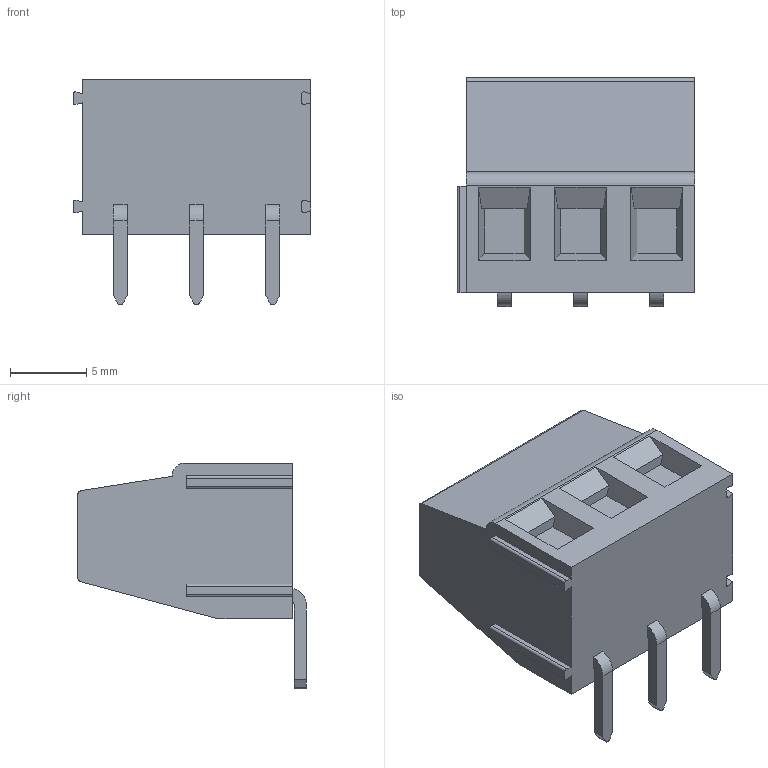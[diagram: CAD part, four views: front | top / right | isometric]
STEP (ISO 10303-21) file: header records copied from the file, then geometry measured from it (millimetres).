
FILE_DESCRIPTION( ('This file contains a STEP AP42 implementation' ,'as created by ZW3D STEP Interface translator.') ,'2;1' );
FILE_NAME( 'WJ128R-5.0-03P-00A.stp' ,'24 123.131843', (''), ('ZWCAD Software Co.'), 'Version 1.0', 'ZW3D to STEP translator', '' );
FILE_SCHEMA(('AUTOMOTIVE_DESIGN { 1 0 10303 214 1 1 1 1 }'));
Length unit declared in the file: millimetre
Products named in the file (2): 0; WJ128R-5.0-03P-00A
Bounding box: 15.6 x 15 x 14.8 mm (x, y, z)
Volume: 1750.4 mm3; surface area: 1291.4 mm2
Topology: 1 solids, 13 shells, 228 faces, 556 edges, 365 vertices
Faces by surface type: plane 139, cylinder 68, cone 13, torus 8
Entity records: 7017 total; most frequent: CARTESIAN_POINT 1274, DIRECTION 1158, ORIENTED_EDGE 1112, EDGE_CURVE 556, AXIS2_PLACEMENT_3D 388, VECTOR 382, LINE 382, VERTEX_POINT 365
